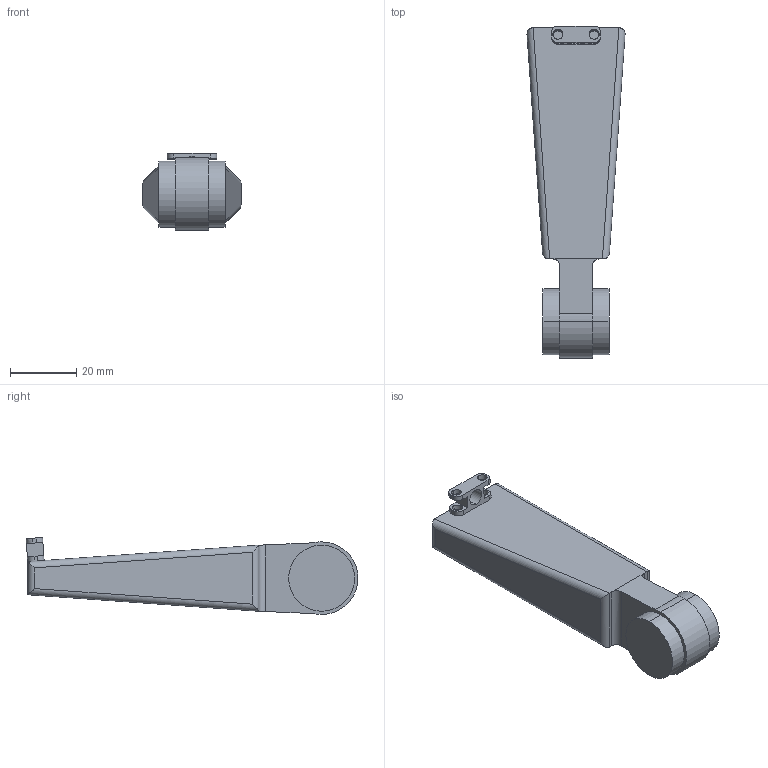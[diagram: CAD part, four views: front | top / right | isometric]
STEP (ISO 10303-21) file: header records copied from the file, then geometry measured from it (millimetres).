
FILE_DESCRIPTION (( 'STEP AP203' ), '1' );
FILE_NAME ('BrazoB_2_Predeterminado_sldprt.STEP', '2021-06-26T04:30:28', ( '' ), ( '' ), 'SwSTEP 2.0', 'SolidWorks 2020', '' );
FILE_SCHEMA (( 'CONFIG_CONTROL_DESIGN' ));
Length unit declared in the file: centimetre
Products named in the file (1): BrazoB_2_Predeterminado_sldprt
Bounding box: 29.7 x 100.5 x 23.34 mm (x, y, z)
Volume: 34633.6 mm3; surface area: 8659 mm2
Topology: 1 solids, 1 shells, 63 faces, 169 edges, 112 vertices
Faces by surface type: cylinder 35, plane 28
Entity records: 2068 total; most frequent: CARTESIAN_POINT 411, ORIENTED_EDGE 338, DIRECTION 325, EDGE_CURVE 169, AXIS2_PLACEMENT_3D 114, VERTEX_POINT 112, LINE 97, VECTOR 97
